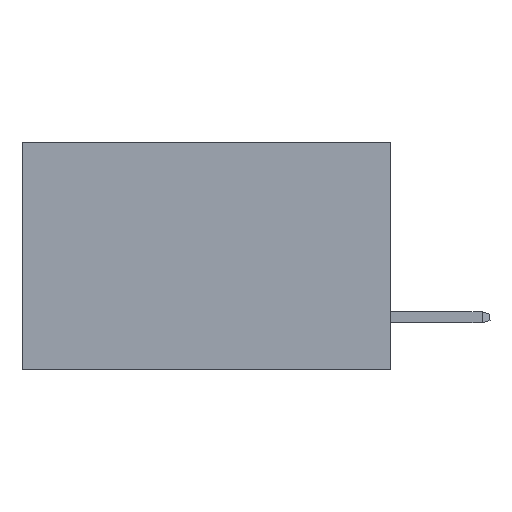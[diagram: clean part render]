
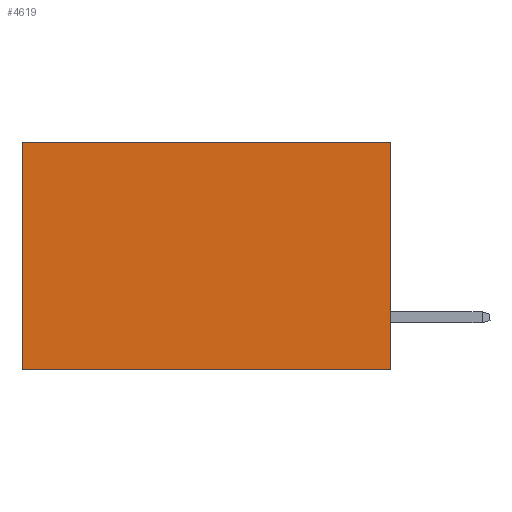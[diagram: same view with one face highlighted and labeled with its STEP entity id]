
A CAD part, left-side view. The second image highlights one B-rep face of the part: STEP entity #4619.
In plain terms, the highlighted planar face has unit normal (-1, 0, 0).
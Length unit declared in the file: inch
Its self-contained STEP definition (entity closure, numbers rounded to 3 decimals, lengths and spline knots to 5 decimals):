
#493 = EDGE_CURVE ( 'NONE', #3079, #7916, #5789, .T. ) ;
#790 = EDGE_CURVE ( 'NONE', #917, #3079, #1938, .T. ) ;
#917 = VERTEX_POINT ( 'NONE', #2928 ) ;
#1254 = VECTOR ( 'NONE', #7396, 39.37008 ) ;
#1334 = CARTESIAN_POINT ( 'NONE',  ( 0.2875, 0., 0. ) ) ;
#1602 = DIRECTION ( 'NONE',  ( 0., 0., -1. ) ) ;
#1938 = LINE ( 'NONE', #1334, #5538 ) ;
#2632 = FACE_OUTER_BOUND ( 'NONE', #4361, .T. ) ;
#2644 = CARTESIAN_POINT ( 'NONE',  ( 0.2875, 0., 0. ) ) ;
#2928 = CARTESIAN_POINT ( 'NONE',  ( 0.2875, 0., 0. ) ) ;
#3079 = VERTEX_POINT ( 'NONE', #7040 ) ;
#3813 = ORIENTED_EDGE ( 'NONE', *, *, #493, .F. ) ;
#3841 = CARTESIAN_POINT ( 'NONE',  ( 0.2875, 0., -0.37 ) ) ;
#4093 = ORIENTED_EDGE ( 'NONE', *, *, #4944, .T. ) ;
#4361 = EDGE_LOOP ( 'NONE', ( #8121, #3813, #8921, #4093 ) ) ;
#4619 = ADVANCED_FACE ( 'NONE', ( #2632 ), #4746, .F. ) ;
#4746 = PLANE ( 'NONE',  #9552 ) ;
#4747 = EDGE_CURVE ( 'NONE', #5977, #7916, #7360, .T. ) ;
#4944 = EDGE_CURVE ( 'NONE', #917, #5977, #7106, .T. ) ;
#5400 = DIRECTION ( 'NONE',  ( 0., 0., -1. ) ) ;
#5506 = CARTESIAN_POINT ( 'NONE',  ( 0.2875, 0.6, -0.37 ) ) ;
#5538 = VECTOR ( 'NONE', #5400, 39.37008 ) ;
#5745 = CARTESIAN_POINT ( 'NONE',  ( 0.2875, 0.6, 0. ) ) ;
#5789 = LINE ( 'NONE', #3841, #6780 ) ;
#5977 = VERTEX_POINT ( 'NONE', #6067 ) ;
#6067 = CARTESIAN_POINT ( 'NONE',  ( 0.2875, 0.6, 0. ) ) ;
#6352 = DIRECTION ( 'NONE',  ( 1., 0., 0. ) ) ;
#6780 = VECTOR ( 'NONE', #7374, 39.37008 ) ;
#7040 = CARTESIAN_POINT ( 'NONE',  ( 0.2875, 0., -0.37 ) ) ;
#7106 = LINE ( 'NONE', #2644, #9369 ) ;
#7360 = LINE ( 'NONE', #5745, #1254 ) ;
#7374 = DIRECTION ( 'NONE',  ( 0., 1., 0. ) ) ;
#7396 = DIRECTION ( 'NONE',  ( 0., 0., -1. ) ) ;
#7916 = VERTEX_POINT ( 'NONE', #5506 ) ;
#8121 = ORIENTED_EDGE ( 'NONE', *, *, #4747, .T. ) ;
#8921 = ORIENTED_EDGE ( 'NONE', *, *, #790, .F. ) ;
#9369 = VECTOR ( 'NONE', #9733, 39.37008 ) ;
#9552 = AXIS2_PLACEMENT_3D ( 'NONE', #9617, #6352, #1602 ) ;
#9617 = CARTESIAN_POINT ( 'NONE',  ( 0.2875, 0., 0. ) ) ;
#9733 = DIRECTION ( 'NONE',  ( 0., 1., 0. ) ) ;
